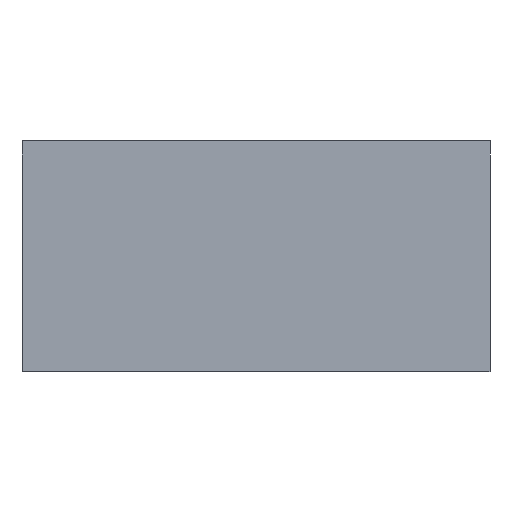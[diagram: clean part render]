
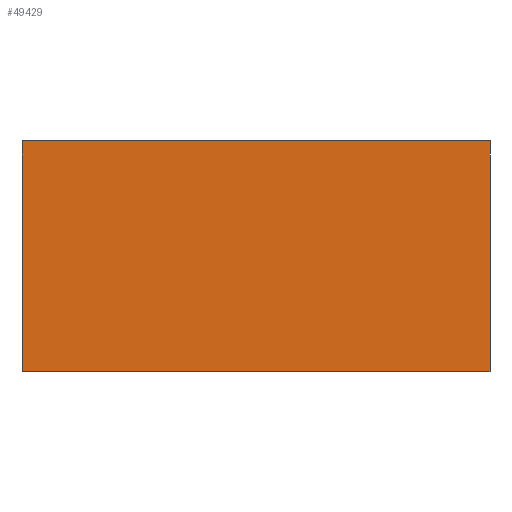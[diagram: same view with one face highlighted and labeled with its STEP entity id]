
A CAD part, front view. The second image highlights one B-rep face of the part: STEP entity #49429.
In plain terms, the highlighted face is planar.
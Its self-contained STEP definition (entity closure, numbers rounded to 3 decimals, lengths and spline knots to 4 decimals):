
#588=ORIENTED_EDGE('',*,*,#11192,.T.);
#589=ORIENTED_EDGE('',*,*,#11199,.F.);
#590=ORIENTED_EDGE('',*,*,#11200,.F.);
#591=ORIENTED_EDGE('',*,*,#11197,.T.);
#11192=EDGE_CURVE('',#16546,#16545,#20267,.T.);
#11197=EDGE_CURVE('',#16549,#16546,#20272,.T.);
#11199=EDGE_CURVE('',#16550,#16545,#20274,.T.);
#11200=EDGE_CURVE('',#16549,#16550,#20275,.T.);
#16545=VERTEX_POINT('',#62717);
#16546=VERTEX_POINT('',#62719);
#16549=VERTEX_POINT('',#62729);
#16550=VERTEX_POINT('',#62733);
#20267=LINE('',#62718,#25712);
#20272=LINE('',#62728,#25717);
#20274=LINE('',#62732,#25719);
#20275=LINE('',#62734,#25720);
#25712=VECTOR('',#53496,1000.);
#25717=VECTOR('',#53505,1000.);
#25719=VECTOR('',#53509,1000.);
#25720=VECTOR('',#53510,1000.);
#30976=EDGE_LOOP('',(#588,#589,#590,#591));
#32837=FACE_BOUND('',#30976,.T.);
#34698=PLANE('',#51281);
#49429=ADVANCED_FACE('',(#32837),#34698,.F.);
#51281=AXIS2_PLACEMENT_3D('',#62731,#53507,#53508);
#53496=DIRECTION('',(0.,1.,0.));
#53505=DIRECTION('',(0.,0.,-1.));
#53507=DIRECTION('',(-1.,0.,0.));
#53508=DIRECTION('',(0.,0.,1.));
#53509=DIRECTION('',(0.,0.,-1.));
#53510=DIRECTION('',(0.,1.,0.));
#62717=CARTESIAN_POINT('',(5.,3.,0.));
#62718=CARTESIAN_POINT('',(5.,-3.,0.));
#62719=CARTESIAN_POINT('',(5.,-3.,0.));
#62728=CARTESIAN_POINT('',(5.,-3.,0.26));
#62729=CARTESIAN_POINT('',(5.,-3.,2.96));
#62731=CARTESIAN_POINT('',(5.,-3.,0.26));
#62732=CARTESIAN_POINT('',(5.,3.,0.26));
#62733=CARTESIAN_POINT('',(5.,3.,2.96));
#62734=CARTESIAN_POINT('',(5.,-3.,2.96));
